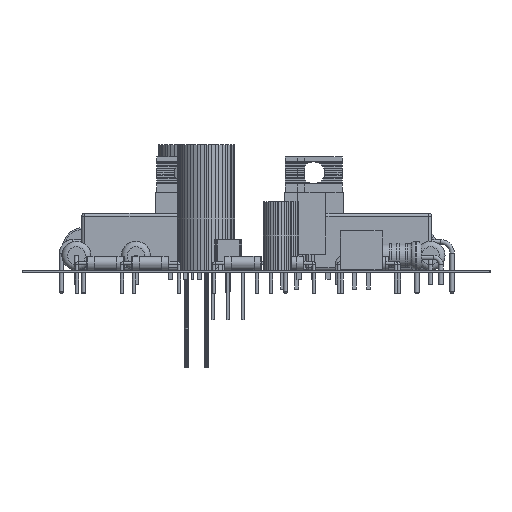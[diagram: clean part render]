
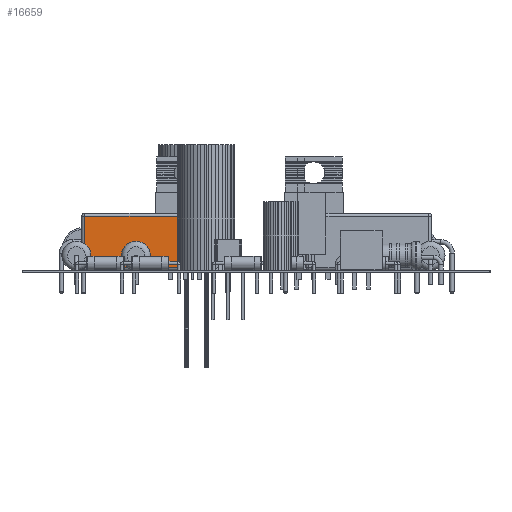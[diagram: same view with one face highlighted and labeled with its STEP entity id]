
A CAD part, left-side view. The second image highlights one B-rep face of the part: STEP entity #16659.
In plain terms, the highlighted face is planar.
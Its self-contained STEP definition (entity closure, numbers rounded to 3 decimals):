
#16060 = VERTEX_POINT('',#16061);
#16061 = CARTESIAN_POINT('',(10.5,4.75,0.5));
#16079 = VERTEX_POINT('',#16080);
#16080 = CARTESIAN_POINT('',(-10.5,4.75,0.5));
#16087 = EDGE_CURVE('',#16079,#16060,#16088,.T.);
#16088 = LINE('',#16089,#16090);
#16089 = CARTESIAN_POINT('',(5.5,4.75,0.5));
#16090 = VECTOR('',#16091,1.);
#16091 = DIRECTION('',(1.,0.,0.));
#16447 = VERTEX_POINT('',#16448);
#16448 = CARTESIAN_POINT('',(10.5,4.75,9.5));
#16455 = EDGE_CURVE('',#16447,#16456,#16458,.T.);
#16456 = VERTEX_POINT('',#16457);
#16457 = CARTESIAN_POINT('',(-10.5,4.75,9.5));
#16458 = LINE('',#16459,#16460);
#16459 = CARTESIAN_POINT('',(5.5,4.75,9.5));
#16460 = VECTOR('',#16461,1.);
#16461 = DIRECTION('',(-1.,0.,0.));
#16601 = EDGE_CURVE('',#16060,#16447,#16602,.T.);
#16602 = LINE('',#16603,#16604);
#16603 = CARTESIAN_POINT('',(10.5,4.75,0.));
#16604 = VECTOR('',#16605,1.);
#16605 = DIRECTION('',(0.,0.,1.));
#16649 = EDGE_CURVE('',#16456,#16079,#16650,.T.);
#16650 = LINE('',#16651,#16652);
#16651 = CARTESIAN_POINT('',(-10.5,4.75,0.));
#16652 = VECTOR('',#16653,1.);
#16653 = DIRECTION('',(0.,0.,-1.));
#16659 = ADVANCED_FACE('',(#16660),#16666,.T.);
#16660 = FACE_BOUND('',#16661,.T.);
#16661 = EDGE_LOOP('',(#16662,#16663,#16664,#16665));
#16662 = ORIENTED_EDGE('',*,*,#16087,.F.);
#16663 = ORIENTED_EDGE('',*,*,#16649,.F.);
#16664 = ORIENTED_EDGE('',*,*,#16455,.F.);
#16665 = ORIENTED_EDGE('',*,*,#16601,.F.);
#16666 = PLANE('',#16667);
#16667 = AXIS2_PLACEMENT_3D('',#16668,#16669,#16670);
#16668 = CARTESIAN_POINT('',(11.,4.75,0.));
#16669 = DIRECTION('',(0.,1.,0.));
#16670 = DIRECTION('',(-1.,0.,0.));
